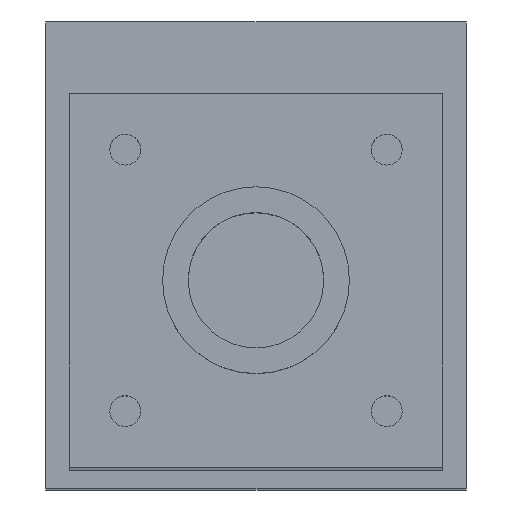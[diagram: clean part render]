
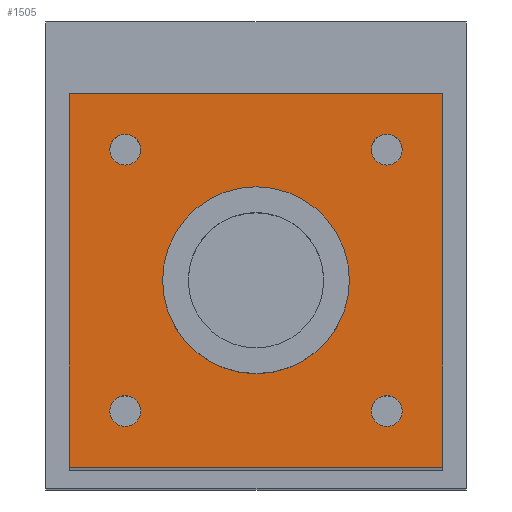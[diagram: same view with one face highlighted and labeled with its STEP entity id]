
A CAD part, top view. The second image highlights one B-rep face of the part: STEP entity #1505.
In plain terms, the highlighted planar face has unit normal (0, 0, 1).
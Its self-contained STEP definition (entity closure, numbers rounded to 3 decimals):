
#21 = FACE_OUTER_BOUND ( 'NONE', #717, .T. ) ;
#22 = FACE_BOUND ( 'NONE', #713, .T. ) ;
#23 = FACE_BOUND ( 'NONE', #711, .T. ) ;
#24 = FACE_BOUND ( 'NONE', #705, .T. ) ;
#26 = FACE_BOUND ( 'NONE', #712, .T. ) ;
#28 = FACE_BOUND ( 'NONE', #708, .T. ) ;
#64 = VERTEX_POINT ( 'NONE', #1008 ) ;
#72 = VERTEX_POINT ( 'NONE', #1012 ) ;
#79 = VERTEX_POINT ( 'NONE', #1013 ) ;
#82 = VERTEX_POINT ( 'NONE', #1015 ) ;
#91 = VERTEX_POINT ( 'NONE', #1017 ) ;
#95 = VERTEX_POINT ( 'NONE', #1019 ) ;
#134 = CIRCLE ( 'NONE', #157, 1.65 ) ;
#157 = AXIS2_PLACEMENT_3D ( 'NONE', #1122, #1123, #1124 ) ;
#167 = CIRCLE ( 'NONE', #211, 1.65 ) ;
#183 = AXIS2_PLACEMENT_3D ( 'NONE', #1128, #1129, #1130 ) ;
#211 = AXIS2_PLACEMENT_3D ( 'NONE', #1143, #1144, #1145 ) ;
#213 = VECTOR ( 'NONE', #1216, 1000. ) ;
#218 = CIRCLE ( 'NONE', #183, 1.65 ) ;
#221 = LINE ( 'NONE', #975, #300 ) ;
#228 = LINE ( 'NONE', #481, #291 ) ;
#262 = CIRCLE ( 'NONE', #323, 1.65 ) ;
#264 = CIRCLE ( 'NONE', #321, 1.65 ) ;
#266 = VECTOR ( 'NONE', #1004, 1000. ) ;
#269 = AXIS2_PLACEMENT_3D ( 'NONE', #963, #972, #997 ) ;
#272 = AXIS2_PLACEMENT_3D ( 'NONE', #495, #489, #479 ) ;
#278 = AXIS2_PLACEMENT_3D ( 'NONE', #503, #520, #535 ) ;
#291 = VECTOR ( 'NONE', #477, 1000. ) ;
#292 = CIRCLE ( 'NONE', #269, 1.65 ) ;
#298 = AXIS2_PLACEMENT_3D ( 'NONE', #984, #962, #1000 ) ;
#300 = VECTOR ( 'NONE', #967, 1000. ) ;
#304 = CIRCLE ( 'NONE', #272, 1.65 ) ;
#318 = CIRCLE ( 'NONE', #298, 10. ) ;
#321 = AXIS2_PLACEMENT_3D ( 'NONE', #356, #349, #350 ) ;
#323 = AXIS2_PLACEMENT_3D ( 'NONE', #484, #480, #498 ) ;
#329 = CIRCLE ( 'NONE', #339, 1.65 ) ;
#339 = AXIS2_PLACEMENT_3D ( 'NONE', #497, #496, #493 ) ;
#349 = DIRECTION ( 'NONE',  ( 0., 0., 1. ) ) ;
#350 = DIRECTION ( 'NONE',  ( 1., 0., 0. ) ) ;
#356 = CARTESIAN_POINT ( 'NONE',  ( -14., 14., 0. ) ) ;
#369 = LINE ( 'NONE', #1005, #266 ) ;
#477 = DIRECTION ( 'NONE',  ( 1., 0., 0. ) ) ;
#479 = DIRECTION ( 'NONE',  ( 1., 0., 0. ) ) ;
#480 = DIRECTION ( 'NONE',  ( 0., 0., 1. ) ) ;
#481 = CARTESIAN_POINT ( 'NONE',  ( -20., -20., 0. ) ) ;
#484 = CARTESIAN_POINT ( 'NONE',  ( 14., -14., 0. ) ) ;
#489 = DIRECTION ( 'NONE',  ( 0., 0., 1. ) ) ;
#493 = DIRECTION ( 'NONE',  ( 1., 0., 0. ) ) ;
#495 = CARTESIAN_POINT ( 'NONE',  ( 14., 14., 0. ) ) ;
#496 = DIRECTION ( 'NONE',  ( 0., 0., 1. ) ) ;
#497 = CARTESIAN_POINT ( 'NONE',  ( 14., 14., 0. ) ) ;
#498 = DIRECTION ( 'NONE',  ( 1., 0., 0. ) ) ;
#503 = CARTESIAN_POINT ( 'NONE',  ( -20., -20., 0. ) ) ;
#520 = DIRECTION ( 'NONE',  ( 0., 0., 1. ) ) ;
#534 = PLANE ( 'NONE',  #278 ) ;
#535 = DIRECTION ( 'NONE',  ( 1., 0., 0. ) ) ;
#597 = LINE ( 'NONE', #1215, #213 ) ;
#615 = CIRCLE ( 'NONE', #620, 10. ) ;
#620 = AXIS2_PLACEMENT_3D ( 'NONE', #1347, #1348, #1349 ) ;
#679 = ORIENTED_EDGE ( 'NONE', *, *, #1404, .F. ) ;
#705 = EDGE_LOOP ( 'NONE', ( #866, #821 ) ) ;
#708 = EDGE_LOOP ( 'NONE', ( #927, #889 ) ) ;
#711 = EDGE_LOOP ( 'NONE', ( #679, #812 ) ) ;
#712 = EDGE_LOOP ( 'NONE', ( #816, #865 ) ) ;
#713 = EDGE_LOOP ( 'NONE', ( #766, #767 ) ) ;
#717 = EDGE_LOOP ( 'NONE', ( #864, #808, #751, #780 ) ) ;
#751 = ORIENTED_EDGE ( 'NONE', *, *, #1521, .T. ) ;
#766 = ORIENTED_EDGE ( 'NONE', *, *, #1531, .F. ) ;
#767 = ORIENTED_EDGE ( 'NONE', *, *, #1400, .F. ) ;
#780 = ORIENTED_EDGE ( 'NONE', *, *, #1441, .T. ) ;
#808 = ORIENTED_EDGE ( 'NONE', *, *, #1538, .T. ) ;
#812 = ORIENTED_EDGE ( 'NONE', *, *, #1541, .F. ) ;
#816 = ORIENTED_EDGE ( 'NONE', *, *, #1407, .F. ) ;
#821 = ORIENTED_EDGE ( 'NONE', *, *, #1537, .F. ) ;
#828 = VERTEX_POINT ( 'NONE', #1034 ) ;
#829 = VERTEX_POINT ( 'NONE', #1035 ) ;
#832 = VERTEX_POINT ( 'NONE', #1038 ) ;
#833 = VERTEX_POINT ( 'NONE', #1039 ) ;
#854 = VERTEX_POINT ( 'NONE', #1050 ) ;
#855 = VERTEX_POINT ( 'NONE', #1051 ) ;
#864 = ORIENTED_EDGE ( 'NONE', *, *, #1529, .T. ) ;
#865 = ORIENTED_EDGE ( 'NONE', *, *, #1545, .F. ) ;
#866 = ORIENTED_EDGE ( 'NONE', *, *, #1540, .F. ) ;
#879 = VERTEX_POINT ( 'NONE', #1068 ) ;
#880 = VERTEX_POINT ( 'NONE', #1069 ) ;
#889 = ORIENTED_EDGE ( 'NONE', *, *, #1474, .F. ) ;
#927 = ORIENTED_EDGE ( 'NONE', *, *, #1527, .F. ) ;
#962 = DIRECTION ( 'NONE',  ( 0., 0., 1. ) ) ;
#963 = CARTESIAN_POINT ( 'NONE',  ( -14., -14., 0. ) ) ;
#967 = DIRECTION ( 'NONE',  ( 0., -1., 0. ) ) ;
#972 = DIRECTION ( 'NONE',  ( 0., 0., 1. ) ) ;
#975 = CARTESIAN_POINT ( 'NONE',  ( -20., 20., 0. ) ) ;
#984 = CARTESIAN_POINT ( 'NONE',  ( 0., 0., 0. ) ) ;
#997 = DIRECTION ( 'NONE',  ( 1., 0., 0. ) ) ;
#1000 = DIRECTION ( 'NONE',  ( 1., 0., 0. ) ) ;
#1004 = DIRECTION ( 'NONE',  ( 0., 1., 0. ) ) ;
#1005 = CARTESIAN_POINT ( 'NONE',  ( 20., 20., 0. ) ) ;
#1008 = CARTESIAN_POINT ( 'NONE',  ( -20., -20., 0. ) ) ;
#1012 = CARTESIAN_POINT ( 'NONE',  ( 20., 20., 0. ) ) ;
#1013 = CARTESIAN_POINT ( 'NONE',  ( -20., 20., 0. ) ) ;
#1015 = CARTESIAN_POINT ( 'NONE',  ( -15.65, -14., 0. ) ) ;
#1017 = CARTESIAN_POINT ( 'NONE',  ( 20., -20., 0. ) ) ;
#1019 = CARTESIAN_POINT ( 'NONE',  ( -12.35, -14., 0. ) ) ;
#1034 = CARTESIAN_POINT ( 'NONE',  ( 15.65, -14., 0. ) ) ;
#1035 = CARTESIAN_POINT ( 'NONE',  ( 12.35, -14., 0. ) ) ;
#1038 = CARTESIAN_POINT ( 'NONE',  ( 15.65, 14., 0. ) ) ;
#1039 = CARTESIAN_POINT ( 'NONE',  ( 12.35, 14., 0. ) ) ;
#1050 = CARTESIAN_POINT ( 'NONE',  ( -10., 0., 0. ) ) ;
#1051 = CARTESIAN_POINT ( 'NONE',  ( 10., 0., 0. ) ) ;
#1068 = CARTESIAN_POINT ( 'NONE',  ( -15.65, 14., 0. ) ) ;
#1069 = CARTESIAN_POINT ( 'NONE',  ( -12.35, 14., 0. ) ) ;
#1122 = CARTESIAN_POINT ( 'NONE',  ( -14., -14., 0. ) ) ;
#1123 = DIRECTION ( 'NONE',  ( 0., 0., 1. ) ) ;
#1124 = DIRECTION ( 'NONE',  ( 1., 0., 0. ) ) ;
#1128 = CARTESIAN_POINT ( 'NONE',  ( 14., -14., 0. ) ) ;
#1129 = DIRECTION ( 'NONE',  ( 0., 0., 1. ) ) ;
#1130 = DIRECTION ( 'NONE',  ( 1., 0., 0. ) ) ;
#1143 = CARTESIAN_POINT ( 'NONE',  ( -14., 14., 0. ) ) ;
#1144 = DIRECTION ( 'NONE',  ( 0., 0., 1. ) ) ;
#1145 = DIRECTION ( 'NONE',  ( 1., 0., 0. ) ) ;
#1215 = CARTESIAN_POINT ( 'NONE',  ( -20., 20., 0. ) ) ;
#1216 = DIRECTION ( 'NONE',  ( -1., 0., 0. ) ) ;
#1347 = CARTESIAN_POINT ( 'NONE',  ( 0., 0., 0. ) ) ;
#1348 = DIRECTION ( 'NONE',  ( 0., 0., 1. ) ) ;
#1349 = DIRECTION ( 'NONE',  ( 1., 0., 0. ) ) ;
#1400 = EDGE_CURVE ( 'NONE', #82, #95, #134, .T. ) ;
#1404 = EDGE_CURVE ( 'NONE', #828, #829, #218, .T. ) ;
#1407 = EDGE_CURVE ( 'NONE', #880, #879, #167, .T. ) ;
#1441 = EDGE_CURVE ( 'NONE', #72, #79, #597, .T. ) ;
#1474 = EDGE_CURVE ( 'NONE', #855, #854, #615, .T. ) ;
#1505 = ADVANCED_FACE ( 'NONE', ( #26, #24, #23, #22, #21, #28 ), #534, .T. ) ;
#1521 = EDGE_CURVE ( 'NONE', #91, #72, #369, .T. ) ;
#1527 = EDGE_CURVE ( 'NONE', #854, #855, #318, .T. ) ;
#1529 = EDGE_CURVE ( 'NONE', #79, #64, #221, .T. ) ;
#1531 = EDGE_CURVE ( 'NONE', #95, #82, #292, .T. ) ;
#1537 = EDGE_CURVE ( 'NONE', #833, #832, #304, .T. ) ;
#1538 = EDGE_CURVE ( 'NONE', #64, #91, #228, .T. ) ;
#1540 = EDGE_CURVE ( 'NONE', #832, #833, #329, .T. ) ;
#1541 = EDGE_CURVE ( 'NONE', #829, #828, #262, .T. ) ;
#1545 = EDGE_CURVE ( 'NONE', #879, #880, #264, .T. ) ;
